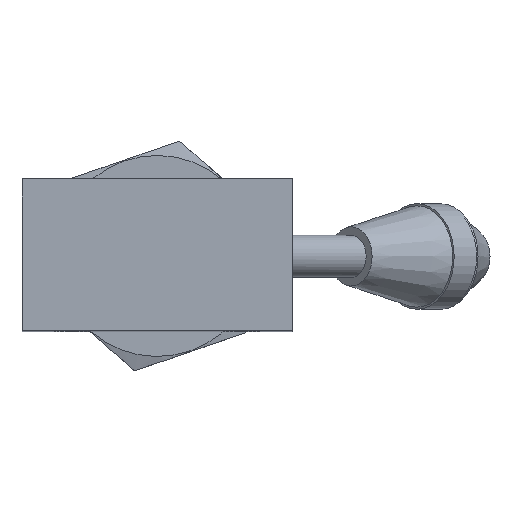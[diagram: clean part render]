
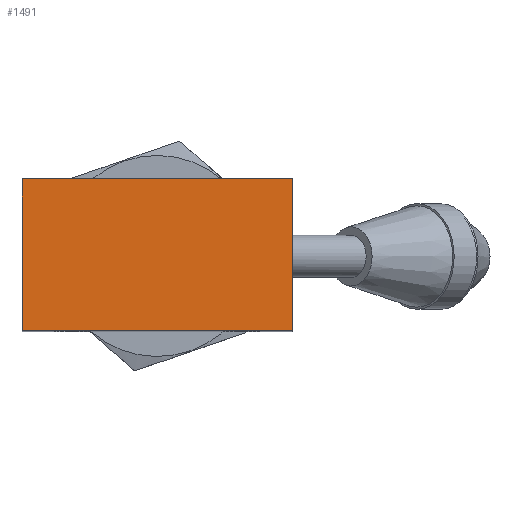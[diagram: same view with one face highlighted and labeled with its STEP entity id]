
A CAD part, top view. The second image highlights one B-rep face of the part: STEP entity #1491.
In plain terms, the highlighted planar face has unit normal (0, 0, 1).
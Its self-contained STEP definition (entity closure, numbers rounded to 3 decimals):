
#1361=CARTESIAN_POINT('',(15.99,8.99,38.));
#1362=VERTEX_POINT('',#1361);
#1363=CARTESIAN_POINT('',(15.99,-8.99,38.));
#1364=VERTEX_POINT('',#1363);
#1365=CARTESIAN_POINT('',(15.99,8.99,38.));
#1366=DIRECTION('',(0.0,-1.0,0.0));
#1367=VECTOR('',#1366,17.98);
#1368=LINE('',#1365,#1367);
#1369=EDGE_CURVE('',#1362,#1364,#1368,.T.);
#1401=CARTESIAN_POINT('',(-15.99,-8.99,38.));
#1402=VERTEX_POINT('',#1401);
#1403=CARTESIAN_POINT('',(15.99,-8.99,38.));
#1404=DIRECTION('',(-1.0,0.0,0.0));
#1405=VECTOR('',#1404,31.98);
#1406=LINE('',#1403,#1405);
#1407=EDGE_CURVE('',#1364,#1402,#1406,.T.);
#1432=CARTESIAN_POINT('',(-15.99,8.99,38.));
#1433=VERTEX_POINT('',#1432);
#1434=CARTESIAN_POINT('',(-15.99,-8.99,38.));
#1435=DIRECTION('',(0.0,1.0,0.0));
#1436=VECTOR('',#1435,17.98);
#1437=LINE('',#1434,#1436);
#1438=EDGE_CURVE('',#1402,#1433,#1437,.T.);
#1463=CARTESIAN_POINT('',(-15.99,8.99,38.));
#1464=DIRECTION('',(1.0,0.0,0.0));
#1465=VECTOR('',#1464,31.98);
#1466=LINE('',#1463,#1465);
#1467=EDGE_CURVE('',#1433,#1362,#1466,.T.);
#1480=CARTESIAN_POINT('',(0.,0.,38.));
#1481=DIRECTION('',(0.0,0.0,1.0));
#1482=DIRECTION('',(1.0,0.0,0.0));
#1483=AXIS2_PLACEMENT_3D('',#1480,#1481,#1482);
#1484=PLANE('',#1483);
#1485=ORIENTED_EDGE('',*,*,#1369,.F.);
#1486=ORIENTED_EDGE('',*,*,#1467,.F.);
#1487=ORIENTED_EDGE('',*,*,#1438,.F.);
#1488=ORIENTED_EDGE('',*,*,#1407,.F.);
#1489=EDGE_LOOP('',(#1485,#1486,#1487,#1488));
#1490=FACE_OUTER_BOUND('',#1489,.T.);
#1491=ADVANCED_FACE('',(#1490),#1484,.T.);
